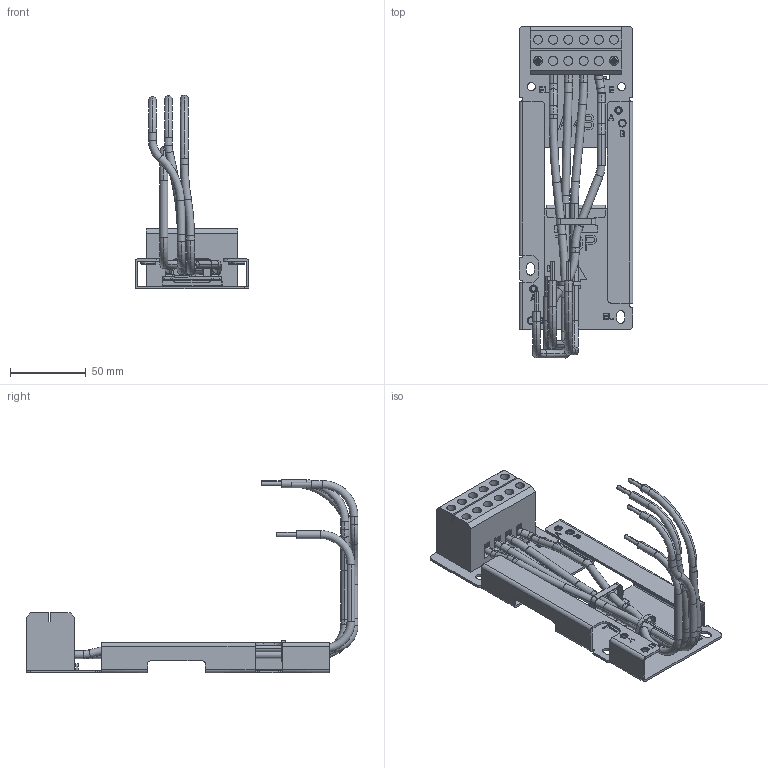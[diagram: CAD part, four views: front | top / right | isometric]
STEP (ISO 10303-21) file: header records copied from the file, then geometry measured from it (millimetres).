
FILE_DESCRIPTION (( 'STEP AP214' ), '1' );
FILE_NAME ('MKM-MAPB-PD-3D00 R1 fXT.STEP', '2020-03-04T23:43:49', ( '' ), ( '' ), 'SwSTEP 2.0', 'SolidWorks 2017', '' );
FILE_SCHEMA (( 'AUTOMOTIVE_DESIGN' ));
Length unit declared in the file: inch
Products named in the file (1): MKM-MAPB-PD-3D00 R1 fXT
Bounding box: 75 x 218.6 x 127.7 mm (x, y, z)
Volume: 117592.4 mm3; surface area: 88045.9 mm2
Topology: 16 solids, 16 shells, 1132 faces, 3000 edges, 1958 vertices
Faces by surface type: plane 631, cylinder 257, bspline 146, torus 66, cone 32
Entity records: 36435 total; most frequent: CARTESIAN_POINT 8383, ORIENTED_EDGE 6000, DIRECTION 5342, EDGE_CURVE 3000, VECTOR 1976, LINE 1976, VERTEX_POINT 1958, AXIS2_PLACEMENT_3D 1683
